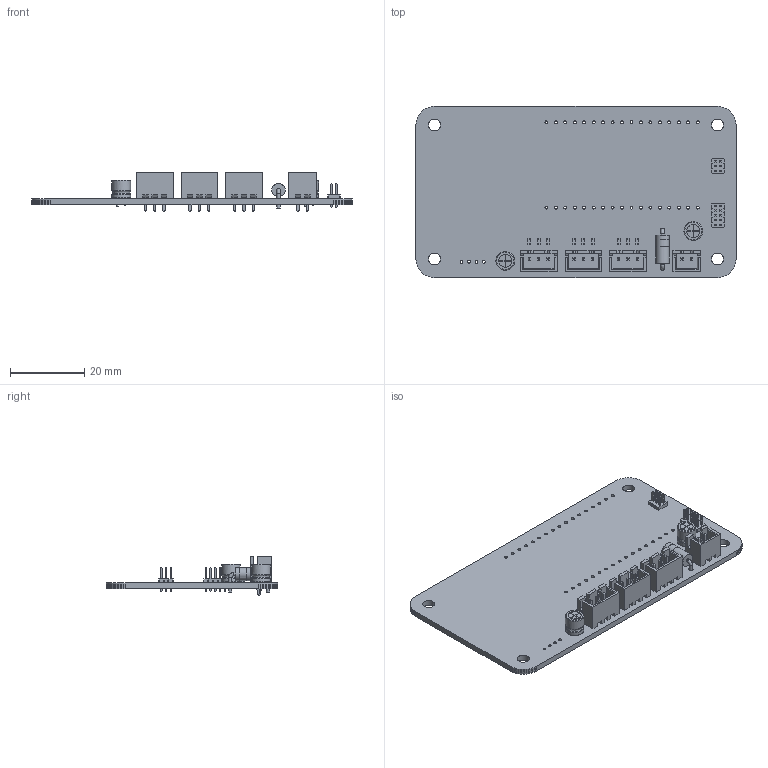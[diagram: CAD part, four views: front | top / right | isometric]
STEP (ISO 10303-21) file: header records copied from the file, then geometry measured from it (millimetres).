
FILE_DESCRIPTION(('KiCad electronic assembly'),'2;1');
FILE_NAME('LedCube.step','2023-04-21T08:27:35',('Pcbnew'),('Kicad'), 'Open CASCADE STEP processor 7.6','KiCad to STEP converter','Unknown' );
FILE_SCHEMA(('AUTOMOTIVE_DESIGN { 1 0 10303 214 1 1 1 1 }'));
Length unit declared in the file: millimetre
Products named in the file (16): LedCube 1; C_Radial_D5.0mm_H5.0mm_P2.00mm; SOLID; R_0603_1608Metric; D_DO-15_P10.16mm_Horizontal; JST_XH_B3B-XH-A_1x03_P2.50mm_Vertical; PinHeader_2x03_P1.27mm_Vertical; JST_XH_B2B-XH-A_1x02_P2.50mm_Vertical; PinHeader_2x05_P1.27mm_Vertical; _autosave-LedCube PCB
Assembly tree (26 placements, depth 3):
  LedCube 1
    C_Radial_D5.0mm_H5.0mm_P2.00mm  x2
      SOLID
    R_0603_1608Metric  x9
      SOLID
    D_DO-15_P10.16mm_Horizontal
      SOLID
    JST_XH_B3B-XH-A_1x03_P2.50mm_Vertical  x3
      SOLID
    PinHeader_2x03_P1.27mm_Vertical
      SOLID
    JST_XH_B2B-XH-A_1x02_P2.50mm_Vertical
      SOLID
    PinHeader_2x05_P1.27mm_Vertical
      SOLID
    _autosave-LedCube PCB
Bounding box: 86 x 46 x 10.4 mm (x, y, z)
Volume: 7194.8 mm3; surface area: 11147.8 mm2
Topology: 19 solids, 21 shells, 1250 faces, 3186 edges, 2044 vertices
Faces by surface type: plane 1054, cylinder 184, revolution 4, bspline 4, torus 4
Full cylindrical faces by diameter (mm): 0.4 x4, 0.6 x4, 0.65 x16, 0.762 x4, 0.8 x34, 0.9 x4, 0.95 x9, 1 x2, 1.2 x2, 3.2 x4, 3.5 x6, 3.6 x2, 3.62 x1, 5 x4
Entity records: 53954 total; most frequent: CARTESIAN_POINT 9175, DIRECTION 7517, LINE 5419, VECTOR 5419, ORIENTED_EDGE 3912, PCURVE 3912, DEFINITIONAL_REPRESENTATION 3912, EDGE_CURVE 1956
